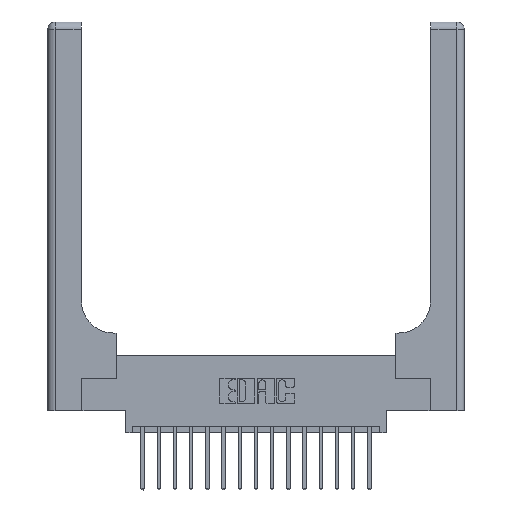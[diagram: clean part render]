
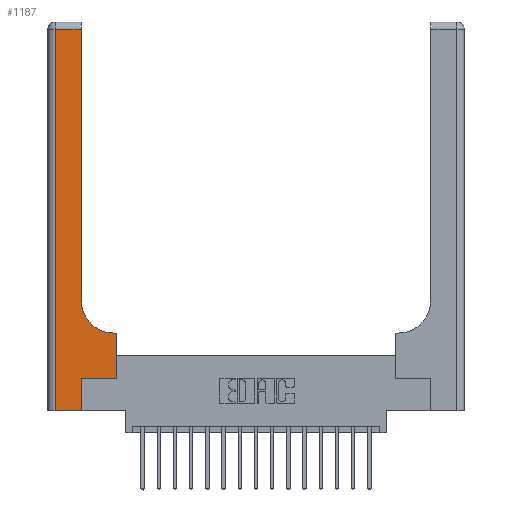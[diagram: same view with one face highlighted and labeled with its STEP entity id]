
A CAD part, top view. The second image highlights one B-rep face of the part: STEP entity #1187.
In plain terms, the highlighted planar face has unit normal (0, 0, 1).
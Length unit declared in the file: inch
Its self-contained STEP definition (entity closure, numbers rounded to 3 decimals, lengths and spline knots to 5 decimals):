
#9 = CARTESIAN_POINT ( 'NONE',  ( 0.265, 0.25, 0.37 ) ) ;
#194 = CARTESIAN_POINT ( 'NONE',  ( 0.528, 0.25, 0.37 ) ) ;
#228 = LINE ( 'NONE', #15967, #14819 ) ;
#403 = VERTEX_POINT ( 'NONE', #916 ) ;
#581 = DIRECTION ( 'NONE',  ( -1., 0., 0. ) ) ;
#736 = DIRECTION ( 'NONE',  ( -1., 0., 0. ) ) ;
#867 = ORIENTED_EDGE ( 'NONE', *, *, #15751, .T. ) ;
#871 = VERTEX_POINT ( 'NONE', #8301 ) ;
#912 = ORIENTED_EDGE ( 'NONE', *, *, #7620, .T. ) ;
#916 = CARTESIAN_POINT ( 'NONE',  ( 0.528, 0.25, 0.37 ) ) ;
#934 = VECTOR ( 'NONE', #9451, 39.37008 ) ;
#1187 = ADVANCED_FACE ( 'NONE', ( #4913 ), #7936, .F. ) ;
#1324 = CARTESIAN_POINT ( 'NONE',  ( 0.528, 0.6, 0.37 ) ) ;
#1329 = VERTEX_POINT ( 'NONE', #15408 ) ;
#1709 = EDGE_CURVE ( 'NONE', #9744, #12577, #10146, .T. ) ;
#2051 = CARTESIAN_POINT ( 'NONE',  ( 0.06, 3., 0.37 ) ) ;
#2125 = CARTESIAN_POINT ( 'NONE',  ( 0.265, 0., 0.37 ) ) ;
#2625 = LINE ( 'NONE', #2125, #6546 ) ;
#3050 = EDGE_CURVE ( 'NONE', #403, #8985, #5574, .T. ) ;
#3114 = DIRECTION ( 'NONE',  ( 0., 1., 0. ) ) ;
#3667 = CARTESIAN_POINT ( 'NONE',  ( 0.26, 0.6, 0.37 ) ) ;
#3994 = AXIS2_PLACEMENT_3D ( 'NONE', #16468, #9400, #581 ) ;
#4439 = EDGE_CURVE ( 'NONE', #11867, #9744, #9343, .T. ) ;
#4482 = LINE ( 'NONE', #3667, #15547 ) ;
#4553 = EDGE_CURVE ( 'NONE', #11613, #403, #7527, .T. ) ;
#4643 = AXIS2_PLACEMENT_3D ( 'NONE', #17232, #8630, #18658 ) ;
#4913 = FACE_OUTER_BOUND ( 'NONE', #7545, .T. ) ;
#5091 = ORIENTED_EDGE ( 'NONE', *, *, #18204, .T. ) ;
#5574 = LINE ( 'NONE', #194, #12774 ) ;
#5918 = DIRECTION ( 'NONE',  ( 1., 0., 0. ) ) ;
#6036 = LINE ( 'NONE', #8096, #16589 ) ;
#6546 = VECTOR ( 'NONE', #10902, 39.37008 ) ;
#7527 = LINE ( 'NONE', #9, #11821 ) ;
#7545 = EDGE_LOOP ( 'NONE', ( #17465, #9657, #867, #5091, #11866, #10490, #12005, #912, #13128 ) ) ;
#7620 = EDGE_CURVE ( 'NONE', #8985, #11867, #4482, .T. ) ;
#7936 = PLANE ( 'NONE',  #3994 ) ;
#8096 = CARTESIAN_POINT ( 'NONE',  ( 0., 2.94, 0.37 ) ) ;
#8301 = CARTESIAN_POINT ( 'NONE',  ( 0.06, 2.94, 0.37 ) ) ;
#8630 = DIRECTION ( 'NONE',  ( 0., 0., -1. ) ) ;
#8985 = VERTEX_POINT ( 'NONE', #1324 ) ;
#9343 = CIRCLE ( 'NONE', #4643, 0.25 ) ;
#9400 = DIRECTION ( 'NONE',  ( 0., 0., -1. ) ) ;
#9451 = DIRECTION ( 'NONE',  ( 0., -1., 0. ) ) ;
#9657 = ORIENTED_EDGE ( 'NONE', *, *, #16415, .T. ) ;
#9684 = LINE ( 'NONE', #2051, #934 ) ;
#9744 = VERTEX_POINT ( 'NONE', #17451 ) ;
#10146 = LINE ( 'NONE', #14713, #13932 ) ;
#10280 = DIRECTION ( 'NONE',  ( 1., 0., 0. ) ) ;
#10351 = DIRECTION ( 'NONE',  ( 0., 1., 0. ) ) ;
#10490 = ORIENTED_EDGE ( 'NONE', *, *, #4553, .T. ) ;
#10902 = DIRECTION ( 'NONE',  ( 0., 1., 0. ) ) ;
#11613 = VERTEX_POINT ( 'NONE', #11942 ) ;
#11821 = VECTOR ( 'NONE', #10280, 39.37008 ) ;
#11866 = ORIENTED_EDGE ( 'NONE', *, *, #14459, .T. ) ;
#11867 = VERTEX_POINT ( 'NONE', #12681 ) ;
#11942 = CARTESIAN_POINT ( 'NONE',  ( 0.265, 0.25, 0.37 ) ) ;
#12005 = ORIENTED_EDGE ( 'NONE', *, *, #3050, .T. ) ;
#12350 = DIRECTION ( 'NONE',  ( -1., 0., 0. ) ) ;
#12577 = VERTEX_POINT ( 'NONE', #12666 ) ;
#12666 = CARTESIAN_POINT ( 'NONE',  ( 0.26, 2.94, 0.37 ) ) ;
#12681 = CARTESIAN_POINT ( 'NONE',  ( 0.51, 0.6, 0.37 ) ) ;
#12774 = VECTOR ( 'NONE', #10351, 39.37008 ) ;
#13128 = ORIENTED_EDGE ( 'NONE', *, *, #4439, .T. ) ;
#13741 = CARTESIAN_POINT ( 'NONE',  ( 0.06, 0., 0.37 ) ) ;
#13932 = VECTOR ( 'NONE', #3114, 39.37008 ) ;
#14459 = EDGE_CURVE ( 'NONE', #1329, #11613, #2625, .T. ) ;
#14713 = CARTESIAN_POINT ( 'NONE',  ( 0.26, 3., 0.37 ) ) ;
#14819 = VECTOR ( 'NONE', #5918, 39.37008 ) ;
#15408 = CARTESIAN_POINT ( 'NONE',  ( 0.265, 0., 0.37 ) ) ;
#15547 = VECTOR ( 'NONE', #12350, 39.37008 ) ;
#15751 = EDGE_CURVE ( 'NONE', #871, #16382, #9684, .T. ) ;
#15967 = CARTESIAN_POINT ( 'NONE',  ( 0., 0., 0.37 ) ) ;
#16382 = VERTEX_POINT ( 'NONE', #13741 ) ;
#16415 = EDGE_CURVE ( 'NONE', #12577, #871, #6036, .T. ) ;
#16468 = CARTESIAN_POINT ( 'NONE',  ( 0., 3., 0.37 ) ) ;
#16589 = VECTOR ( 'NONE', #736, 39.37008 ) ;
#17232 = CARTESIAN_POINT ( 'NONE',  ( 0.51, 0.85, 0.37 ) ) ;
#17451 = CARTESIAN_POINT ( 'NONE',  ( 0.26, 0.85, 0.37 ) ) ;
#17465 = ORIENTED_EDGE ( 'NONE', *, *, #1709, .T. ) ;
#18204 = EDGE_CURVE ( 'NONE', #16382, #1329, #228, .T. ) ;
#18658 = DIRECTION ( 'NONE',  ( 1., 0., 0. ) ) ;
